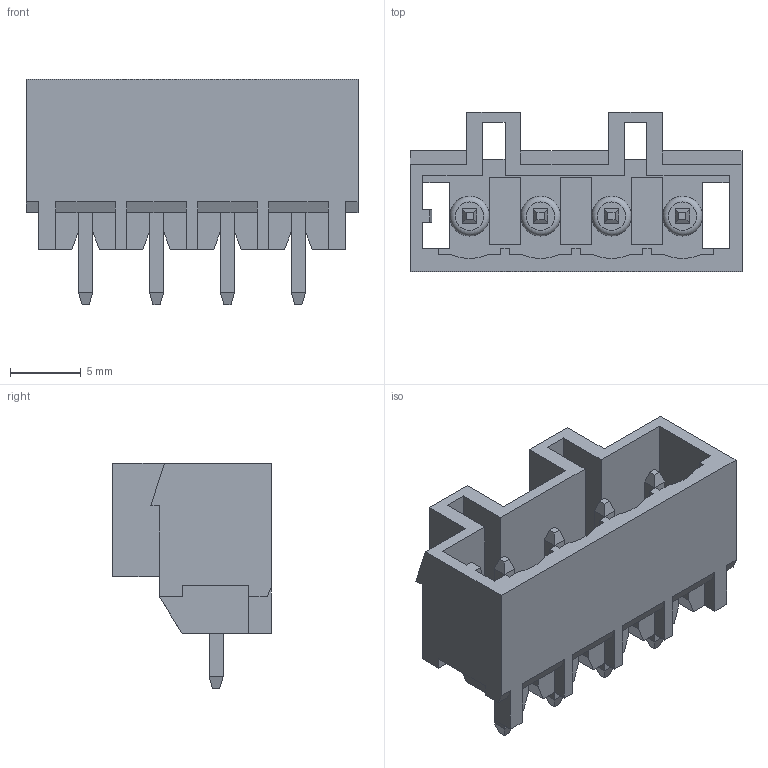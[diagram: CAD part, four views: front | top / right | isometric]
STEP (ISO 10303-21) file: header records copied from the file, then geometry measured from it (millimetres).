
FILE_DESCRIPTION(/* description */ ('Unknown'),/* implementation_level */ '2;1');
FILE_NAME(/* name */ '691371700004B',/* time_stamp */ '2018-07-12T08:38:24+02:00',/* author */ ('Unknown'),/* organization */ ('Unknown'),/* preprocessor_version */ 'ST-DEVELOPER v16.7',/* originating_system */ 'DEX',/* authorisation */ $);
FILE_SCHEMA (('AUTOMOTIVE_DESIGN {1 0 10303 214 3 1 1}'));
Length unit declared in the file: millimetre
Products named in the file (3): 6913717000xxB; 691371700004B; 6913717000xxB_PIN
Assembly tree (5 placements, depth 2):
  6913717000xxB
    691371700004B
    6913717000xxB_PIN  x4
Bounding box: 23.4 x 11.2 x 15.9 mm (x, y, z)
Volume: 995.1 mm3; surface area: 2312.6 mm2
Topology: 5 solids, 5 shells, 228 faces, 643 edges, 408 vertices
Faces by surface type: plane 216, cylinder 8, torus 4
Full cylindrical faces by diameter (mm): 2.8 x4
Entity records: 6191 total; most frequent: CARTESIAN_POINT 1095, ORIENTED_EDGE 1094, DIRECTION 955, EDGE_CURVE 547, LINE 523, VECTOR 523, VERTEX_POINT 356, AXIS2_PLACEMENT_3D 216
